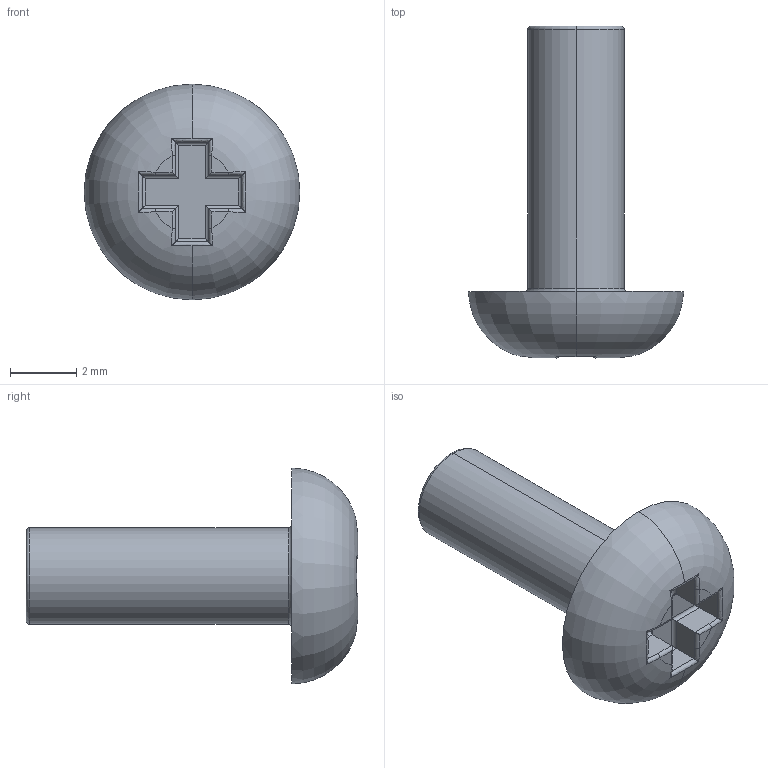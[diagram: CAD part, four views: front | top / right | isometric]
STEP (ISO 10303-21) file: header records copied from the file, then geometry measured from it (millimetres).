
FILE_DESCRIPTION (( 'STEP AP214' ), '1' );
FILE_NAME ('nut_male[3m][8].STEP', '2024-02-16T11:44:43', ( '' ), ( '' ), 'SwSTEP 2.0', 'SolidWorks 2023', '' );
FILE_SCHEMA (( 'AUTOMOTIVE_DESIGN' ));
Length unit declared in the file: millimetre
Products named in the file (1): nut_male[3m][8]
Bounding box: 6.5 x 10 x 6.5 mm (x, y, z)
Volume: 99.1 mm3; surface area: 170.8 mm2
Topology: 1 solids, 1 shells, 59 faces, 140 edges, 84 vertices
Faces by surface type: cylinder 22, plane 19, bspline 12, torus 6
Entity records: 1855 total; most frequent: CARTESIAN_POINT 638, ORIENTED_EDGE 280, DIRECTION 206, EDGE_CURVE 140, VERTEX_POINT 84, AXIS2_PLACEMENT_3D 76, EDGE_LOOP 60, FACE_OUTER_BOUND 59
